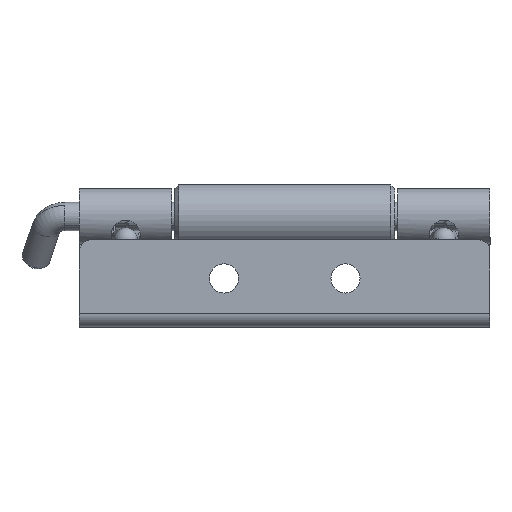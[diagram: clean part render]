
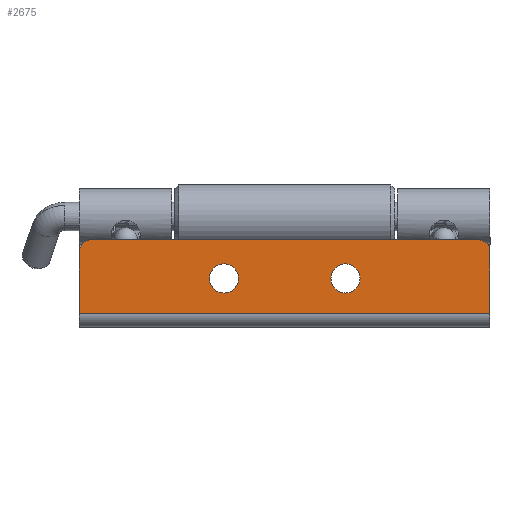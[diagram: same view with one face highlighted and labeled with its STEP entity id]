
A CAD part, left-side view. The second image highlights one B-rep face of the part: STEP entity #2675.
In plain terms, the highlighted planar face has unit normal (-1, 0, 0).
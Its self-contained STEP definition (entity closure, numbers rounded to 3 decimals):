
#43 = CARTESIAN_POINT ( 'NONE',  ( -23., 42.25, -0.5 ) ) ;
#56 = FACE_OUTER_BOUND ( 'NONE', #851, .T. ) ;
#62 = VERTEX_POINT ( 'NONE', #3700 ) ;
#82 = DIRECTION ( 'NONE',  ( -1., 0., 0. ) ) ;
#134 = VERTEX_POINT ( 'NONE', #4104 ) ;
#144 = CIRCLE ( 'NONE', #3937, 3. ) ;
#174 = ORIENTED_EDGE ( 'NONE', *, *, #2115, .T. ) ;
#248 = DIRECTION ( 'NONE',  ( 1., 0., 0. ) ) ;
#299 = CARTESIAN_POINT ( 'NONE',  ( -23., 14.083, 2.75 ) ) ;
#335 = EDGE_CURVE ( 'NONE', #830, #134, #2531, .T. ) ;
#391 = EDGE_CURVE ( 'NONE', #134, #684, #3523, .T. ) ;
#555 = LINE ( 'NONE', #918, #2231 ) ;
#630 = VERTEX_POINT ( 'NONE', #2010 ) ;
#649 = EDGE_CURVE ( 'NONE', #1595, #62, #1506, .T. ) ;
#661 = VERTEX_POINT ( 'NONE', #922 ) ;
#684 = VERTEX_POINT ( 'NONE', #2672 ) ;
#739 = VERTEX_POINT ( 'NONE', #2582 ) ;
#790 = CARTESIAN_POINT ( 'NONE',  ( -23., -12.5, 13. ) ) ;
#830 = VERTEX_POINT ( 'NONE', #1943 ) ;
#842 = EDGE_CURVE ( 'NONE', #661, #4322, #555, .T. ) ;
#848 = CARTESIAN_POINT ( 'NONE',  ( -23., 42.75, 18.5 ) ) ;
#851 = EDGE_LOOP ( 'NONE', ( #4460, #3994, #1254, #4444, #2253, #2480 ) ) ;
#918 = CARTESIAN_POINT ( 'NONE',  ( -23., 40.25, 18. ) ) ;
#922 = CARTESIAN_POINT ( 'NONE',  ( -23., 39.75, 18. ) ) ;
#940 = CARTESIAN_POINT ( 'NONE',  ( -23., -12.5, 10. ) ) ;
#969 = EDGE_CURVE ( 'NONE', #3622, #630, #1131, .T. ) ;
#999 = DIRECTION ( 'NONE',  ( 0., 0., -1. ) ) ;
#1104 = AXIS2_PLACEMENT_3D ( 'NONE', #3298, #2244, #1650 ) ;
#1131 = CIRCLE ( 'NONE', #3321, 3. ) ;
#1170 = ORIENTED_EDGE ( 'NONE', *, *, #4236, .T. ) ;
#1226 = CARTESIAN_POINT ( 'NONE',  ( -23., 39.75, 15.5 ) ) ;
#1236 = DIRECTION ( 'NONE',  ( 1., 0., 0. ) ) ;
#1254 = ORIENTED_EDGE ( 'NONE', *, *, #4255, .F. ) ;
#1260 = DIRECTION ( 'NONE',  ( 0., -1., 0. ) ) ;
#1506 = CIRCLE ( 'NONE', #2813, 3. ) ;
#1595 = VERTEX_POINT ( 'NONE', #790 ) ;
#1599 = CARTESIAN_POINT ( 'NONE',  ( -23., 12.5, 10. ) ) ;
#1600 = DIRECTION ( 'NONE',  ( 0., -1., 0. ) ) ;
#1611 = VECTOR ( 'NONE', #2549, 1000. ) ;
#1615 = CIRCLE ( 'NONE', #4171, 2.5 ) ;
#1650 = DIRECTION ( 'NONE',  ( 0., 1., 0. ) ) ;
#1662 = CARTESIAN_POINT ( 'NONE',  ( -23., -42.25, 15.5 ) ) ;
#1685 = AXIS2_PLACEMENT_3D ( 'NONE', #848, #82, #4307 ) ;
#1695 = ORIENTED_EDGE ( 'NONE', *, *, #3421, .T. ) ;
#1843 = CIRCLE ( 'NONE', #1104, 3. ) ;
#1853 = EDGE_LOOP ( 'NONE', ( #3630, #1170, #2579 ) ) ;
#1890 = EDGE_LOOP ( 'NONE', ( #1695, #174, #4142 ) ) ;
#1922 = DIRECTION ( 'NONE',  ( 1., 0., 0. ) ) ;
#1943 = CARTESIAN_POINT ( 'NONE',  ( -23., -42.25, 2.75 ) ) ;
#2010 = CARTESIAN_POINT ( 'NONE',  ( -23., 12.5, 7. ) ) ;
#2056 = CARTESIAN_POINT ( 'NONE',  ( -23., -42.25, 2.75 ) ) ;
#2115 = EDGE_CURVE ( 'NONE', #2806, #3622, #3868, .T. ) ;
#2231 = VECTOR ( 'NONE', #1600, 1000. ) ;
#2236 = DIRECTION ( 'NONE',  ( 1., 0., 0. ) ) ;
#2244 = DIRECTION ( 'NONE',  ( 1., 0., 0. ) ) ;
#2253 = ORIENTED_EDGE ( 'NONE', *, *, #2784, .F. ) ;
#2480 = ORIENTED_EDGE ( 'NONE', *, *, #391, .F. ) ;
#2490 = AXIS2_PLACEMENT_3D ( 'NONE', #2666, #4471, #3781 ) ;
#2527 = CARTESIAN_POINT ( 'NONE',  ( -23., -42.25, -0.5 ) ) ;
#2531 = B_SPLINE_CURVE_WITH_KNOTS ( 'NONE', 3,
 ( #2056, #3430, #299, #3455 ),
 .UNSPECIFIED., .F., .F.,
 ( 4, 4 ),
 ( 0., 1. ),
 .UNSPECIFIED. ) ;
#2549 = DIRECTION ( 'NONE',  ( 0., 0., -1. ) ) ;
#2574 = FACE_BOUND ( 'NONE', #1890, .T. ) ;
#2579 = ORIENTED_EDGE ( 'NONE', *, *, #649, .T. ) ;
#2582 = CARTESIAN_POINT ( 'NONE',  ( -23., -9.5, 10. ) ) ;
#2666 = CARTESIAN_POINT ( 'NONE',  ( -23., -12.5, 10. ) ) ;
#2672 = CARTESIAN_POINT ( 'NONE',  ( -23., 42.25, 15.5 ) ) ;
#2674 = DIRECTION ( 'NONE',  ( 0., -1., 0. ) ) ;
#2675 = ADVANCED_FACE ( 'NONE', ( #3280, #2574, #56 ), #3990, .T. ) ;
#2727 = EDGE_CURVE ( 'NONE', #4292, #830, #3212, .T. ) ;
#2784 = EDGE_CURVE ( 'NONE', #684, #661, #3220, .T. ) ;
#2806 = VERTEX_POINT ( 'NONE', #4012 ) ;
#2813 = AXIS2_PLACEMENT_3D ( 'NONE', #940, #1236, #2948 ) ;
#2846 = AXIS2_PLACEMENT_3D ( 'NONE', #4251, #2236, #3639 ) ;
#2948 = DIRECTION ( 'NONE',  ( 0., 1., 0. ) ) ;
#2982 = DIRECTION ( 'NONE',  ( 0., 0., 1. ) ) ;
#3212 = LINE ( 'NONE', #2527, #1611 ) ;
#3220 = CIRCLE ( 'NONE', #4384, 2.5 ) ;
#3221 = DIRECTION ( 'NONE',  ( 0., 0., 1. ) ) ;
#3280 = FACE_BOUND ( 'NONE', #1853, .T. ) ;
#3298 = CARTESIAN_POINT ( 'NONE',  ( -23., -12.5, 10. ) ) ;
#3321 = AXIS2_PLACEMENT_3D ( 'NONE', #1599, #1922, #1260 ) ;
#3421 = EDGE_CURVE ( 'NONE', #630, #2806, #144, .T. ) ;
#3430 = CARTESIAN_POINT ( 'NONE',  ( -23., -14.083, 2.75 ) ) ;
#3455 = CARTESIAN_POINT ( 'NONE',  ( -23., 42.25, 2.75 ) ) ;
#3523 = LINE ( 'NONE', #43, #4193 ) ;
#3622 = VERTEX_POINT ( 'NONE', #3907 ) ;
#3630 = ORIENTED_EDGE ( 'NONE', *, *, #3825, .T. ) ;
#3639 = DIRECTION ( 'NONE',  ( 0., -1., 0. ) ) ;
#3668 = DIRECTION ( 'NONE',  ( 1., 0., 0. ) ) ;
#3700 = CARTESIAN_POINT ( 'NONE',  ( -23., -12.5, 7. ) ) ;
#3781 = DIRECTION ( 'NONE',  ( 0., 1., 0. ) ) ;
#3825 = EDGE_CURVE ( 'NONE', #62, #739, #1843, .T. ) ;
#3868 = CIRCLE ( 'NONE', #2846, 3. ) ;
#3874 = CIRCLE ( 'NONE', #2490, 3. ) ;
#3907 = CARTESIAN_POINT ( 'NONE',  ( -23., 9.5, 10. ) ) ;
#3937 = AXIS2_PLACEMENT_3D ( 'NONE', #4326, #3668, #2674 ) ;
#3990 = PLANE ( 'NONE',  #1685 ) ;
#3994 = ORIENTED_EDGE ( 'NONE', *, *, #2727, .F. ) ;
#4012 = CARTESIAN_POINT ( 'NONE',  ( -23., 12.5, 13. ) ) ;
#4039 = DIRECTION ( 'NONE',  ( 1., 0., 0. ) ) ;
#4104 = CARTESIAN_POINT ( 'NONE',  ( -23., 42.25, 2.75 ) ) ;
#4131 = CARTESIAN_POINT ( 'NONE',  ( -23., -39.75, 15.5 ) ) ;
#4142 = ORIENTED_EDGE ( 'NONE', *, *, #969, .T. ) ;
#4171 = AXIS2_PLACEMENT_3D ( 'NONE', #4131, #248, #999 ) ;
#4193 = VECTOR ( 'NONE', #3221, 1000. ) ;
#4236 = EDGE_CURVE ( 'NONE', #739, #1595, #3874, .T. ) ;
#4251 = CARTESIAN_POINT ( 'NONE',  ( -23., 12.5, 10. ) ) ;
#4255 = EDGE_CURVE ( 'NONE', #4322, #4292, #1615, .T. ) ;
#4292 = VERTEX_POINT ( 'NONE', #1662 ) ;
#4307 = DIRECTION ( 'NONE',  ( 0., 0., -1. ) ) ;
#4322 = VERTEX_POINT ( 'NONE', #4404 ) ;
#4326 = CARTESIAN_POINT ( 'NONE',  ( -23., 12.5, 10. ) ) ;
#4384 = AXIS2_PLACEMENT_3D ( 'NONE', #1226, #4039, #2982 ) ;
#4404 = CARTESIAN_POINT ( 'NONE',  ( -23., -39.75, 18. ) ) ;
#4444 = ORIENTED_EDGE ( 'NONE', *, *, #842, .F. ) ;
#4460 = ORIENTED_EDGE ( 'NONE', *, *, #335, .F. ) ;
#4471 = DIRECTION ( 'NONE',  ( 1., 0., 0. ) ) ;
